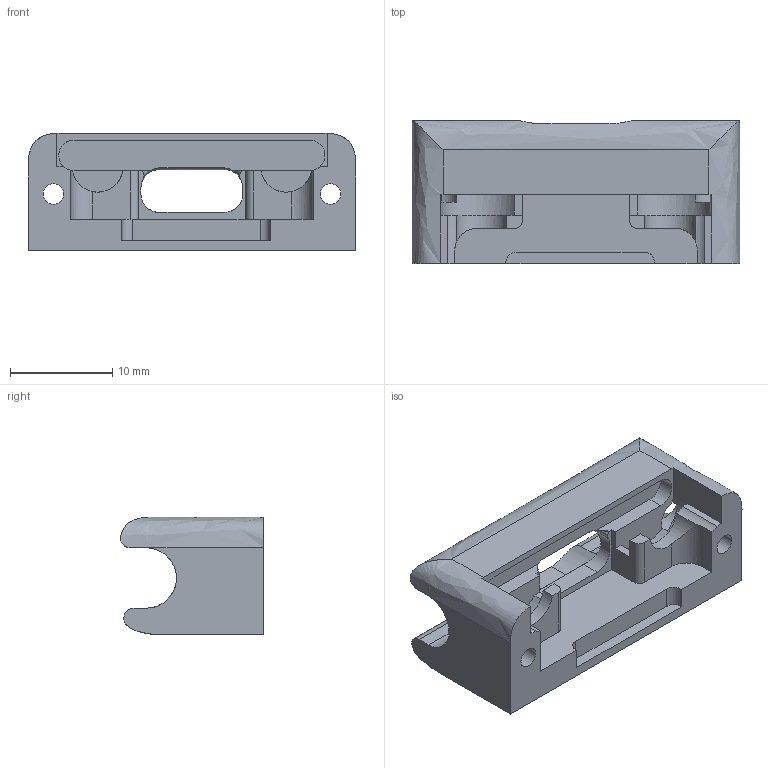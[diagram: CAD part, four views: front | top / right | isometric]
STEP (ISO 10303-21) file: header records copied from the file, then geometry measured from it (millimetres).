
FILE_DESCRIPTION(/* description */ (''),/* implementation_level */ '2;1');
FILE_NAME(/* name */ 'part2',/* time_stamp */ '2021-02-16T20:05:09+08:00',/* author */ (''),/* organization */ (''),/* preprocessor_version */ 'ST-DEVELOPER v16.5',/* originating_system */ '',/* authorisation */ '');
FILE_SCHEMA (('CONFIG_CONTROL_DESIGN'));
Length unit declared in the file: millimetre
Products named in the file (1): Document
Bounding box: 32 x 13.98 x 11.5 mm (x, y, z)
Volume: 2252 mm3; surface area: 2370.9 mm2
Topology: 1 solids, 1 shells, 87 faces, 261 edges, 172 vertices
Faces by surface type: plane 46, cylinder 32, bspline 9
Entity records: 3340 total; most frequent: CARTESIAN_POINT 1604, ORIENTED_EDGE 522, EDGE_CURVE 261, B_SPLINE_CURVE_WITH_KNOTS 177, VERTEX_POINT 172, EDGE_LOOP 93, ADVANCED_FACE 87, FACE_OUTER_BOUND 87
